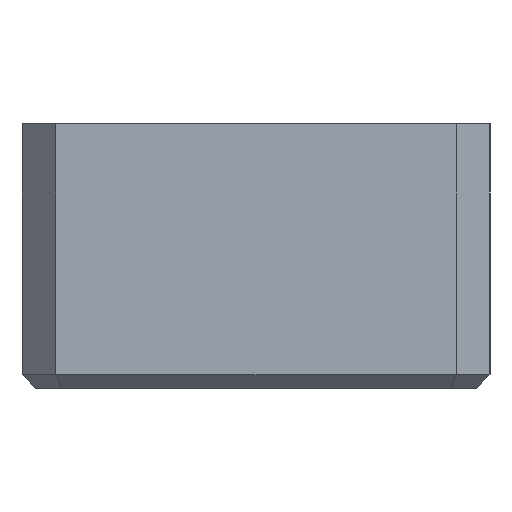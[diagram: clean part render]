
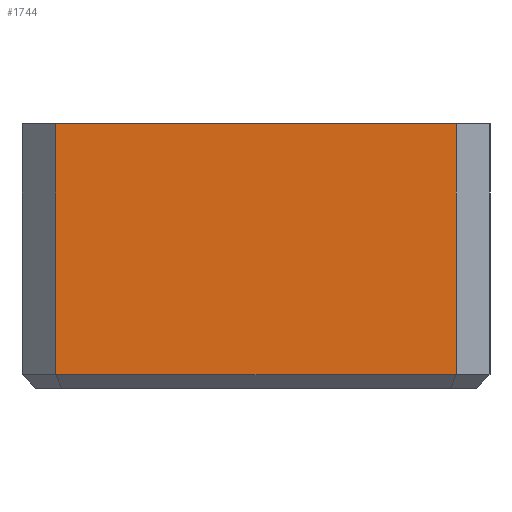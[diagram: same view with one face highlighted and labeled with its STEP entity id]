
A CAD part, front view. The second image highlights one B-rep face of the part: STEP entity #1744.
In plain terms, the highlighted planar face has unit normal (0, -1, 0).
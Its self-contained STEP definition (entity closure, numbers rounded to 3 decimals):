
#666=CARTESIAN_POINT('Vertex',(-29.5,-34.5,0.)) ;
#671=CARTESIAN_POINT('Line Origine',(0.,-34.5,0.)) ;
#675=CARTESIAN_POINT('Vertex',(29.5,-34.5,0.)) ;
#1699=CARTESIAN_POINT('Vertex',(-29.5,-34.5,-37.)) ;
#1704=CARTESIAN_POINT('Line Origine',(-29.5,-34.5,-18.5)) ;
#1721=CARTESIAN_POINT('Axis2P3D Location',(29.5,-34.5,-37.)) ;
#1726=CARTESIAN_POINT('Line Origine',(0.,-34.5,-37.)) ;
#1730=CARTESIAN_POINT('Vertex',(29.5,-34.5,-37.)) ;
#1733=CARTESIAN_POINT('Line Origine',(29.5,-34.5,-18.5)) ;
#672=DIRECTION('Vector Direction',(-1.,0.,0.)) ;
#1705=DIRECTION('Vector Direction',(0.,0.,1.)) ;
#1722=DIRECTION('Axis2P3D Direction',(0.,1.,0.)) ;
#1723=DIRECTION('Axis2P3D XDirection',(-1.,0.,0.)) ;
#1727=DIRECTION('Vector Direction',(-1.,0.,0.)) ;
#1734=DIRECTION('Vector Direction',(0.,0.,1.)) ;
#1724=AXIS2_PLACEMENT_3D('Plane Axis2P3D',#1721,#1722,#1723) ;
#1739=ORIENTED_EDGE('',*,*,#1732,.F.) ;
#1740=ORIENTED_EDGE('',*,*,#1737,.T.) ;
#1741=ORIENTED_EDGE('',*,*,#677,.T.) ;
#1742=ORIENTED_EDGE('',*,*,#1708,.F.) ;
#673=VECTOR('Line Direction',#672,1.) ;
#1706=VECTOR('Line Direction',#1705,1.) ;
#1728=VECTOR('Line Direction',#1727,1.) ;
#1735=VECTOR('Line Direction',#1734,1.) ;
#1744=ADVANCED_FACE('\X2\04220435043B043E\X0\.2',(#1743),#1725,.F.) ;
#677=EDGE_CURVE('',#676,#667,#674,.T.) ;
#1708=EDGE_CURVE('',#1700,#667,#1707,.T.) ;
#1732=EDGE_CURVE('',#1731,#1700,#1729,.T.) ;
#1737=EDGE_CURVE('',#1731,#676,#1736,.T.) ;
#1738=EDGE_LOOP('',(#1739,#1740,#1741,#1742)) ;
#1743=FACE_OUTER_BOUND('',#1738,.T.) ;
#674=LINE('Line',#671,#673) ;
#1707=LINE('Line',#1704,#1706) ;
#1729=LINE('Line',#1726,#1728) ;
#1736=LINE('Line',#1733,#1735) ;
#1725=PLANE('',#1724) ;
#667=VERTEX_POINT('',#666) ;
#676=VERTEX_POINT('',#675) ;
#1700=VERTEX_POINT('',#1699) ;
#1731=VERTEX_POINT('',#1730) ;
